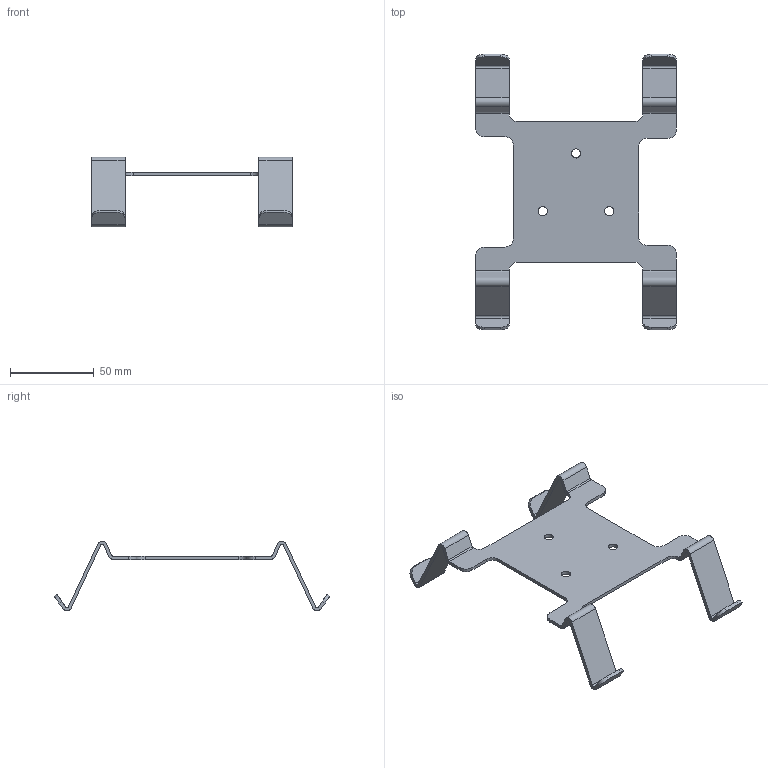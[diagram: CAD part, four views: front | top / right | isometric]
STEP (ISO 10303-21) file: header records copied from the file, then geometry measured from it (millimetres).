
FILE_DESCRIPTION(/* description */ ('Unknown'),/* implementation_level */ '2;1');
FILE_NAME(/* name */ 'C000 157-86rPa3',/* time_stamp */ '2023-09-25T13:41:44+02:00',/* author */ ('Unknown'),/* organization */ ('Unknown'),/* preprocessor_version */ 'ST-DEVELOPER v18.102',/* originating_system */ 'Solid Edge',/* authorisation */ 'Unknown');
FILE_SCHEMA (('AUTOMOTIVE_DESIGN {1 0 10303 214 3 1 1}'));
Length unit declared in the file: millimetre
Products named in the file (1): C000 157-86rPa3
Bounding box: 120 x 164.97 x 41.66 mm (x, y, z)
Volume: 25920.8 mm3; surface area: 28114.2 mm2
Topology: 1 solids, 1 shells, 93 faces, 268 edges, 177 vertices
Faces by surface type: cylinder 47, plane 46
Full cylindrical faces by diameter (mm): 5.5 x3
Entity records: 3076 total; most frequent: DIRECTION 544, CARTESIAN_POINT 530, ORIENTED_EDGE 524, EDGE_CURVE 262, AXIS2_PLACEMENT_3D 188, VERTEX_POINT 174, LINE 168, VECTOR 168
